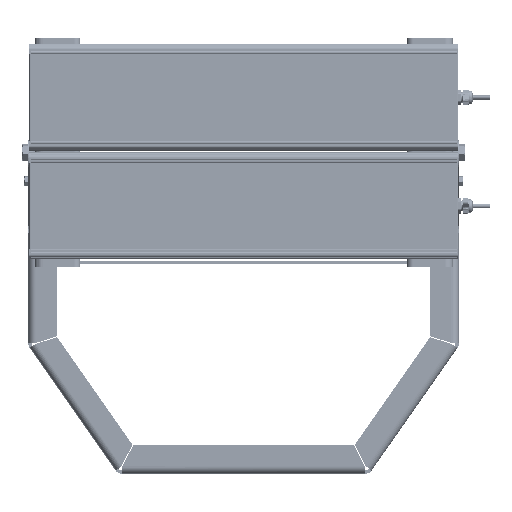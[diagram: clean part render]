
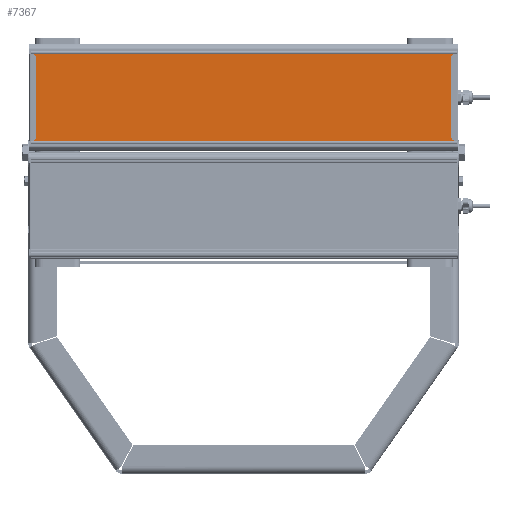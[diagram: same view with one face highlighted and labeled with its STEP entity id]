
A CAD part, front view. The second image highlights one B-rep face of the part: STEP entity #7367.
In plain terms, the highlighted face is planar.
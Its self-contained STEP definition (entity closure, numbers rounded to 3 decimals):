
#7367=ADVANCED_FACE('',(#22385),#22387,.T.);
#22385=FACE_BOUND('',#22386,.T.);
#22386=EDGE_LOOP('',(#51425,#51426,#51427,#51428));
#22387=PLANE('',#22388);
#22388=AXIS2_PLACEMENT_3D('',#22389,#22390,#22391);
#22389=CARTESIAN_POINT('',(2111.497,401.002,-34.582));
#22390=DIRECTION('',(0.,0.,-1.));
#22391=DIRECTION('',(0.,1.,0.));
#51425=ORIENTED_EDGE('',*,*,#59191,.F.);
#51426=ORIENTED_EDGE('',*,*,#59190,.T.);
#51427=ORIENTED_EDGE('',*,*,#59192,.F.);
#51428=ORIENTED_EDGE('',*,*,#59193,.F.);
#59190=EDGE_CURVE('',#66940,#66944,#66946,.T.);
#59191=EDGE_CURVE('',#66940,#66947,#66948,.T.);
#59192=EDGE_CURVE('',#66949,#66944,#66950,.T.);
#59193=EDGE_CURVE('',#66947,#66949,#66951,.T.);
#66940=VERTEX_POINT('',#97902);
#66944=VERTEX_POINT('',#97910);
#66946=LINE('',#97914,#97915);
#66947=VERTEX_POINT('',#97917);
#66948=LINE('',#97918,#97919);
#66949=VERTEX_POINT('',#97921);
#66950=LINE('',#97922,#97923);
#66951=LINE('',#97925,#97926);
#97902=CARTESIAN_POINT('',(2111.497,565.13,-34.582));
#97910=CARTESIAN_POINT('',(2857.497,565.13,-34.582));
#97914=CARTESIAN_POINT('',(2111.497,565.13,-34.582));
#97915=VECTOR('',#97916,1.);
#97916=DIRECTION('',(1.,0.,0.));
#97917=CARTESIAN_POINT('',(2111.497,401.002,-34.582));
#97918=CARTESIAN_POINT('',(2111.497,565.13,-34.582));
#97919=VECTOR('',#97920,1.);
#97920=DIRECTION('',(0.,-1.,0.));
#97921=CARTESIAN_POINT('',(2857.497,401.002,-34.582));
#97922=CARTESIAN_POINT('',(2857.497,401.002,-34.582));
#97923=VECTOR('',#97924,1.);
#97924=DIRECTION('',(0.,1.,0.));
#97925=CARTESIAN_POINT('',(2111.497,401.002,-34.582));
#97926=VECTOR('',#97927,1.);
#97927=DIRECTION('',(1.,0.,0.));
